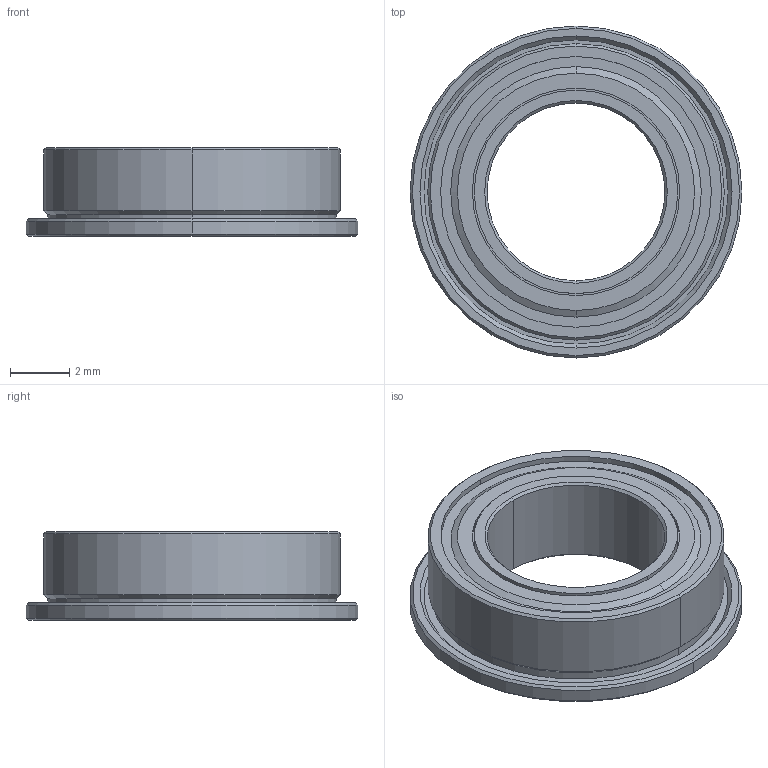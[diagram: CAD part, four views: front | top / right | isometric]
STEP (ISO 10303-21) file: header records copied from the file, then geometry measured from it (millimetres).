
FILE_DESCRIPTION (( 'STEP AP203' ), '1' );
FILE_NAME ('57155K585_Stainless Steel Ball Bearing.STEP', '2021-12-01T21:30:56', ( 'Administrator' ), ( 'Managed by Terraform' ), 'SwSTEP 2.0', 'SolidWorks 2017', '' );
FILE_SCHEMA (( 'CONFIG_CONTROL_DESIGN' ));
Length unit declared in the file: millimetre
Products named in the file (1): 57155K585_Stainless Steel Ball Bearing
Bounding box: 11.2 x 11.2 x 3 mm (x, y, z)
Volume: 112.1 mm3; surface area: 617.6 mm2
Topology: 21 solids, 21 shells, 112 faces, 275 edges, 181 vertices
Faces by surface type: sphere 34, cylinder 32, cone 22, plane 18, torus 6
Entity records: 2783 total; most frequent: DIRECTION 552, CARTESIAN_POINT 433, ORIENTED_EDGE 380, AXIS2_PLACEMENT_3D 249, EDGE_CURVE 190, CIRCLE 136, EDGE_LOOP 130, VERTEX_POINT 130
